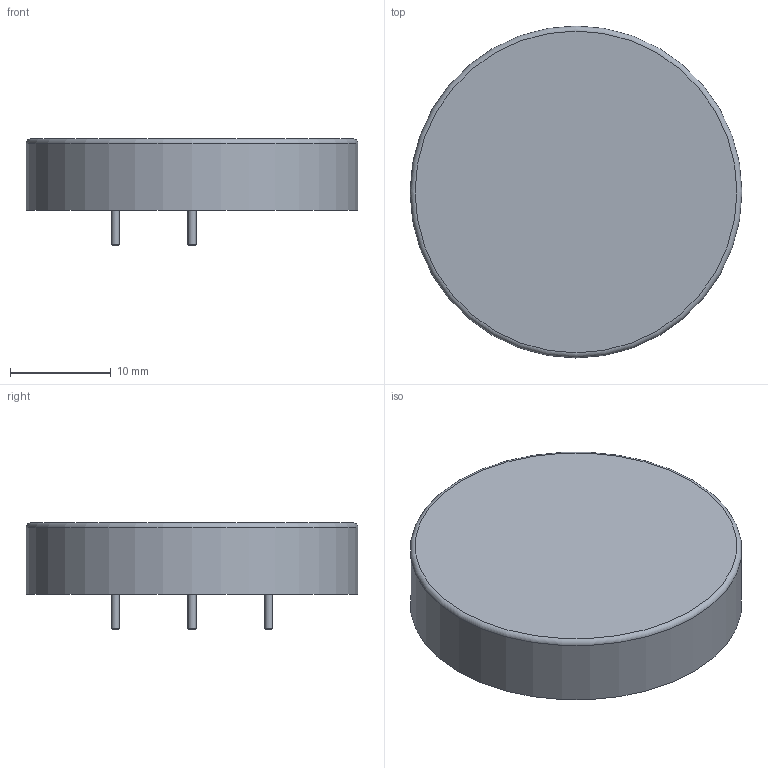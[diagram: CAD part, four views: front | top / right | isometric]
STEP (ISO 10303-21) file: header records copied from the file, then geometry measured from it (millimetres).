
FILE_DESCRIPTION(('FreeCAD Model'),'2;1');
FILE_NAME('ER32L65.step', '2021-12-01T22:54:21',('Author'),(''), 'Open CASCADE STEP processor 7.3','FreeCAD','Unknown');
FILE_SCHEMA(('AUTOMOTIVE_DESIGN { 1 0 10303 214 1 1 1 1 }'));
Length unit declared in the file: millimetre
Products named in the file (1): ER32L65
Bounding box: 33 x 33 x 10.6 mm (x, y, z)
Volume: 6061 mm3; surface area: 2469.1 mm2
Topology: 1 solids, 1 shells, 19 faces, 29 edges, 18 vertices
Faces by surface type: plane 8, cylinder 7, cone 3, torus 1
Full cylindrical faces by diameter (mm): 0.8 x3, 3.2 x3, 33 x1
Entity records: 963 total; most frequent: CARTESIAN_POINT 143, DIRECTION 143, ORIENTED_EDGE 58, PCURVE 58, DEFINITIONAL_REPRESENTATION 58, LINE 54, VECTOR 54, AXIS2_PLACEMENT_3D 39
